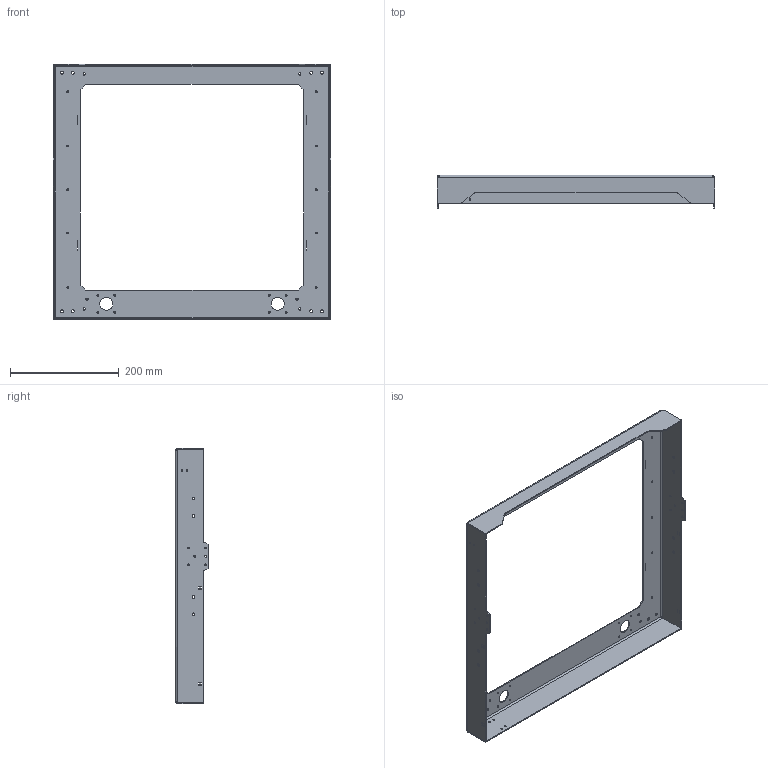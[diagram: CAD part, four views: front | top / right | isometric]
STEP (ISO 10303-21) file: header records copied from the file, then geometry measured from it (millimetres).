
FILE_DESCRIPTION (( 'STEP AP203' ), '1' );
FILE_NAME ('P3_Top Panel.STEP', '2021-08-25T20:41:55', ( '' ), ( '' ), 'SwSTEP 2.0', 'SolidWorks 2020', '' );
FILE_SCHEMA (( 'CONFIG_CONTROL_DESIGN' ));
Length unit declared in the file: millimetre
Products named in the file (1): P3_Top Panel
Bounding box: 510 x 62 x 470 mm (x, y, z)
Volume: 339728.5 mm3; surface area: 349988.2 mm2
Topology: 1 solids, 1 shells, 418 faces, 1206 edges, 790 vertices
Faces by surface type: cylinder 270, plane 110, bspline 38
Entity records: 31083 total; most frequent: CARTESIAN_POINT 20257, ORIENTED_EDGE 2412, DIRECTION 2066, EDGE_CURVE 1206, VERTEX_POINT 790, AXIS2_PLACEMENT_3D 745, LINE 576, VECTOR 576
